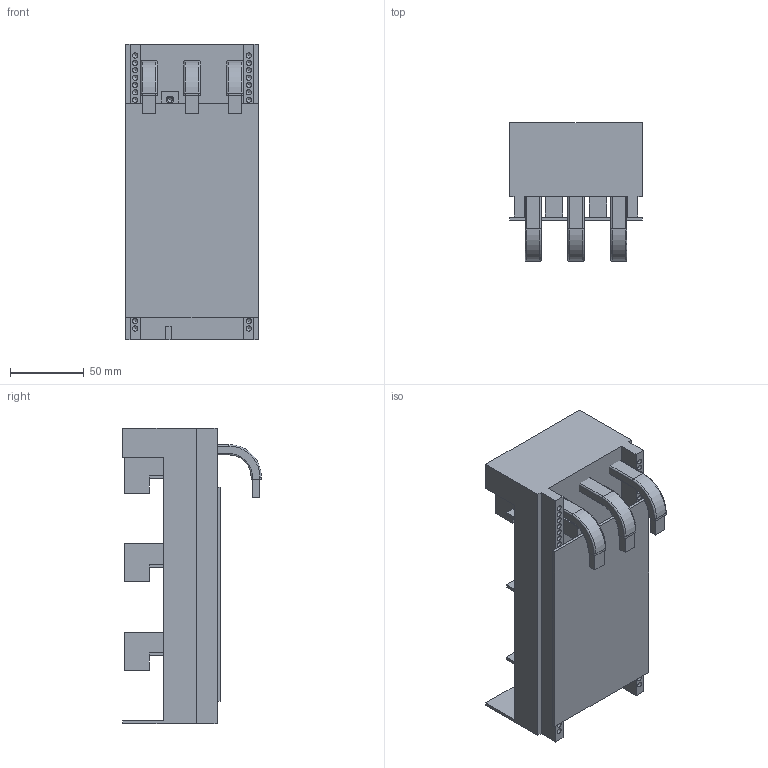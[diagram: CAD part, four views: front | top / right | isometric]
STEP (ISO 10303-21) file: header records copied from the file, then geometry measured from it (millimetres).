
FILE_DESCRIPTION((''),'2;1');
FILE_NAME('32570000.stp','2015-09-09T09:29:45',('hubert.lenker'),(''),'Autodesk Inventor 10','Autodesk Inventor 10','');
FILE_SCHEMA(('AUTOMOTIVE_DESIGN { 1 0 10303 214 1 1 1 1 }'));
Length unit declared in the file: millimetre
Products named in the file (4): 32570000; 79578000; 30849000; Blechplatte
Assembly tree (5 placements, depth 2):
  32570000
    79578000
    30849000  x3
    Blechplatte
Bounding box: 90 x 94 x 200 mm (x, y, z)
Volume: 516313.7 mm3; surface area: 130423.3 mm2
Topology: 5 solids, 5 shells, 337 faces, 912 edges, 598 vertices
Faces by surface type: bspline 160, plane 135, cylinder 30, torus 12
Entity records: 8719 total; most frequent: CARTESIAN_POINT 3766, ORIENTED_EDGE 892, DIRECTION 874, EDGE_CURVE 446, EDGE_LOOP 440, VERTEX_POINT 346, AXIS2_PLACEMENT_3D 306, FACE_OUTER_BOUND 273
